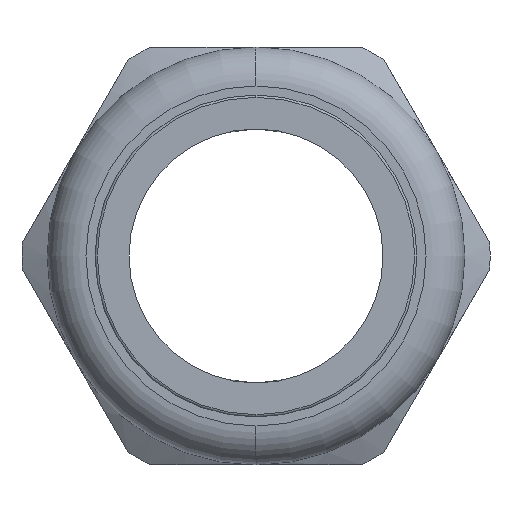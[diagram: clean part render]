
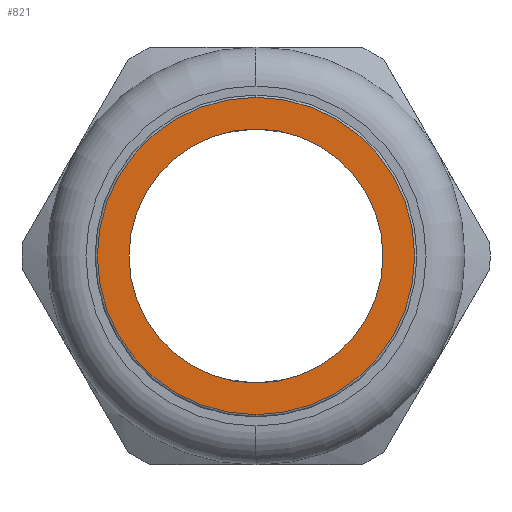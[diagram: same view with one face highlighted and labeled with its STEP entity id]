
A CAD part, left-side view. The second image highlights one B-rep face of the part: STEP entity #821.
In plain terms, the highlighted planar face has unit normal (-1, 0, 0).
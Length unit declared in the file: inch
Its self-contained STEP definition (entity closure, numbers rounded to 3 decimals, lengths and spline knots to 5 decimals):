
#821 = ADVANCED_FACE ( 'NONE', ( #3501, #3500 ), #3505, .T. ) ;
#822 = ORIENTED_EDGE ( 'NONE', *, *, #981, .T. ) ;
#823 = ORIENTED_EDGE ( 'NONE', *, *, #824, .T. ) ;
#824 = EDGE_CURVE ( 'NONE', #983, #1087, #3559, .T. ) ;
#825 = EDGE_LOOP ( 'NONE', ( #826, #1012 ) ) ;
#826 = ORIENTED_EDGE ( 'NONE', *, *, #993, .T. ) ;
#981 = EDGE_CURVE ( 'NONE', #1087, #983, #2826, .T. ) ;
#983 = VERTEX_POINT ( 'NONE', #2820 ) ;
#993 = EDGE_CURVE ( 'NONE', #1023, #1022, #2918, .T. ) ;
#1012 = ORIENTED_EDGE ( 'NONE', *, *, #1021, .T. ) ;
#1014 = EDGE_LOOP ( 'NONE', ( #822, #823 ) ) ;
#1021 = EDGE_CURVE ( 'NONE', #1022, #1023, #2991, .T. ) ;
#1022 = VERTEX_POINT ( 'NONE', #2986 ) ;
#1023 = VERTEX_POINT ( 'NONE', #2985 ) ;
#1087 = VERTEX_POINT ( 'NONE', #3222 ) ;
#2820 = CARTESIAN_POINT ( 'NONE',  ( -1.51, 0., -0.687 ) ) ;
#2822 = DIRECTION ( 'NONE',  ( 0., 0., 1. ) ) ;
#2823 = DIRECTION ( 'NONE',  ( -1., 0., 0. ) ) ;
#2824 = CARTESIAN_POINT ( 'NONE',  ( -1.51, 0., 0. ) ) ;
#2825 = AXIS2_PLACEMENT_3D ( 'NONE', #2824, #2823, #2822 ) ;
#2826 = CIRCLE ( 'NONE', #2825, 0.687 ) ;
#2914 = DIRECTION ( 'NONE',  ( 0., 0., -1. ) ) ;
#2915 = DIRECTION ( 'NONE',  ( 1., 0., 0. ) ) ;
#2916 = CARTESIAN_POINT ( 'NONE',  ( -1.51, 0., 0. ) ) ;
#2917 = AXIS2_PLACEMENT_3D ( 'NONE', #2916, #2915, #2914 ) ;
#2918 = CIRCLE ( 'NONE', #2917, 0.55 ) ;
#2985 = CARTESIAN_POINT ( 'NONE',  ( -1.51, 0., -0.55 ) ) ;
#2986 = CARTESIAN_POINT ( 'NONE',  ( -1.51, 0., 0.55 ) ) ;
#2987 = DIRECTION ( 'NONE',  ( 0., 0., -1. ) ) ;
#2988 = DIRECTION ( 'NONE',  ( 1., 0., 0. ) ) ;
#2989 = CARTESIAN_POINT ( 'NONE',  ( -1.51, 0., 0. ) ) ;
#2990 = AXIS2_PLACEMENT_3D ( 'NONE', #2989, #2988, #2987 ) ;
#2991 = CIRCLE ( 'NONE', #2990, 0.55 ) ;
#3222 = CARTESIAN_POINT ( 'NONE',  ( -1.51, 0., 0.687 ) ) ;
#3496 = DIRECTION ( 'NONE',  ( 0., 0., 1. ) ) ;
#3497 = DIRECTION ( 'NONE',  ( -1., 0., 0. ) ) ;
#3498 = CARTESIAN_POINT ( 'NONE',  ( -1.51, 0.697, 0. ) ) ;
#3499 = AXIS2_PLACEMENT_3D ( 'NONE', #3498, #3497, #3496 ) ;
#3500 = FACE_BOUND ( 'NONE', #825, .T. ) ;
#3501 = FACE_OUTER_BOUND ( 'NONE', #1014, .T. ) ;
#3505 = PLANE ( 'NONE',  #3499 ) ;
#3555 = DIRECTION ( 'NONE',  ( 0., 0., 1. ) ) ;
#3556 = DIRECTION ( 'NONE',  ( -1., 0., 0. ) ) ;
#3557 = CARTESIAN_POINT ( 'NONE',  ( -1.51, 0., 0. ) ) ;
#3558 = AXIS2_PLACEMENT_3D ( 'NONE', #3557, #3556, #3555 ) ;
#3559 = CIRCLE ( 'NONE', #3558, 0.687 ) ;
